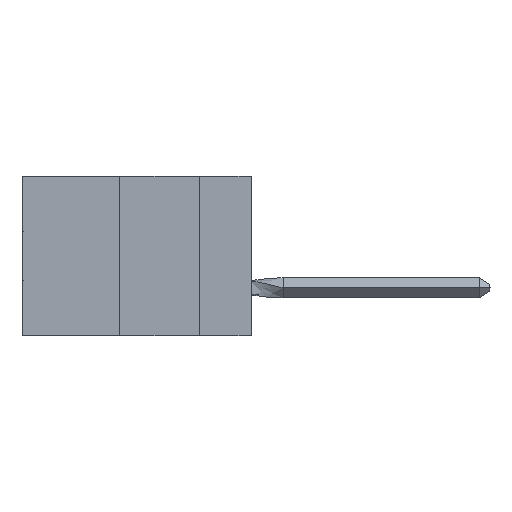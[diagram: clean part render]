
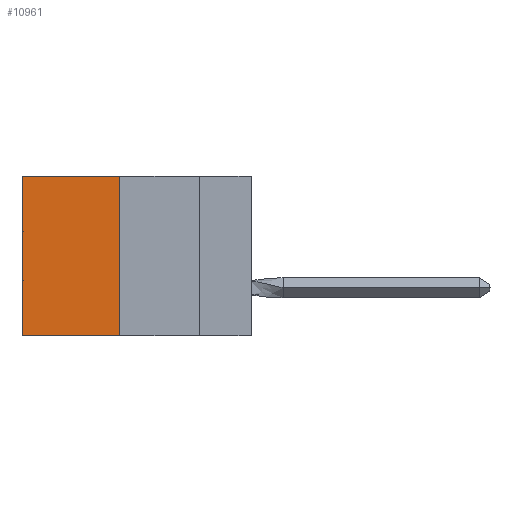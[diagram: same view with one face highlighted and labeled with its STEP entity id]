
A CAD part, left-side view. The second image highlights one B-rep face of the part: STEP entity #10961.
In plain terms, the highlighted planar face has unit normal (-1, 0, 0).
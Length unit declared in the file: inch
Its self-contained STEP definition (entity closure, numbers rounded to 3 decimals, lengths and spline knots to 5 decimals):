
#132 = ORIENTED_EDGE ( 'NONE', *, *, #28835, .T. ) ;
#3955 = CARTESIAN_POINT ( 'NONE',  ( 0.305, 0.413, 0. ) ) ;
#4662 = CARTESIAN_POINT ( 'NONE',  ( 0.305, 0.413, -0.5 ) ) ;
#5280 = ORIENTED_EDGE ( 'NONE', *, *, #21055, .F. ) ;
#5567 = CARTESIAN_POINT ( 'NONE',  ( 0.305, 0.413, -0.5 ) ) ;
#5642 = FACE_OUTER_BOUND ( 'NONE', #12054, .T. ) ;
#5736 = LINE ( 'NONE', #9043, #18746 ) ;
#5976 = PLANE ( 'NONE',  #11452 ) ;
#8885 = DIRECTION ( 'NONE',  ( 0., 0., -1. ) ) ;
#8978 = DIRECTION ( 'NONE',  ( 0., 1., 0. ) ) ;
#9043 = CARTESIAN_POINT ( 'NONE',  ( 0.305, 0.413, -0.5 ) ) ;
#10961 = ADVANCED_FACE ( 'NONE', ( #5642 ), #5976, .F. ) ;
#11452 = AXIS2_PLACEMENT_3D ( 'NONE', #5567, #42693, #8885 ) ;
#11814 = VECTOR ( 'NONE', #19205, 39.37008 ) ;
#12054 = EDGE_LOOP ( 'NONE', ( #132, #5280, #17389, #12851 ) ) ;
#12851 = ORIENTED_EDGE ( 'NONE', *, *, #36771, .T. ) ;
#13183 = VERTEX_POINT ( 'NONE', #42175 ) ;
#15693 = EDGE_CURVE ( 'NONE', #20375, #13183, #5736, .T. ) ;
#17389 = ORIENTED_EDGE ( 'NONE', *, *, #15693, .F. ) ;
#18200 = VECTOR ( 'NONE', #27835, 39.37008 ) ;
#18746 = VECTOR ( 'NONE', #28894, 39.37008 ) ;
#19096 = LINE ( 'NONE', #32380, #11814 ) ;
#19205 = DIRECTION ( 'NONE',  ( 0., 0., -1. ) ) ;
#20375 = VERTEX_POINT ( 'NONE', #3955 ) ;
#21055 = EDGE_CURVE ( 'NONE', #13183, #24357, #23886, .T. ) ;
#22479 = VERTEX_POINT ( 'NONE', #33238 ) ;
#23886 = LINE ( 'NONE', #4662, #18200 ) ;
#24357 = VERTEX_POINT ( 'NONE', #32553 ) ;
#25385 = CARTESIAN_POINT ( 'NONE',  ( 0.305, 0.413, 0. ) ) ;
#27835 = DIRECTION ( 'NONE',  ( 0., 1., 0. ) ) ;
#28835 = EDGE_CURVE ( 'NONE', #22479, #24357, #19096, .T. ) ;
#28894 = DIRECTION ( 'NONE',  ( 0., 0., -1. ) ) ;
#29946 = VECTOR ( 'NONE', #8978, 39.37008 ) ;
#31510 = LINE ( 'NONE', #25385, #29946 ) ;
#32380 = CARTESIAN_POINT ( 'NONE',  ( 0.305, 0.72, -0.5 ) ) ;
#32553 = CARTESIAN_POINT ( 'NONE',  ( 0.305, 0.72, -0.5 ) ) ;
#33238 = CARTESIAN_POINT ( 'NONE',  ( 0.305, 0.72, 0. ) ) ;
#36771 = EDGE_CURVE ( 'NONE', #20375, #22479, #31510, .T. ) ;
#42175 = CARTESIAN_POINT ( 'NONE',  ( 0.305, 0.413, -0.5 ) ) ;
#42693 = DIRECTION ( 'NONE',  ( 1., 0., 0. ) ) ;
